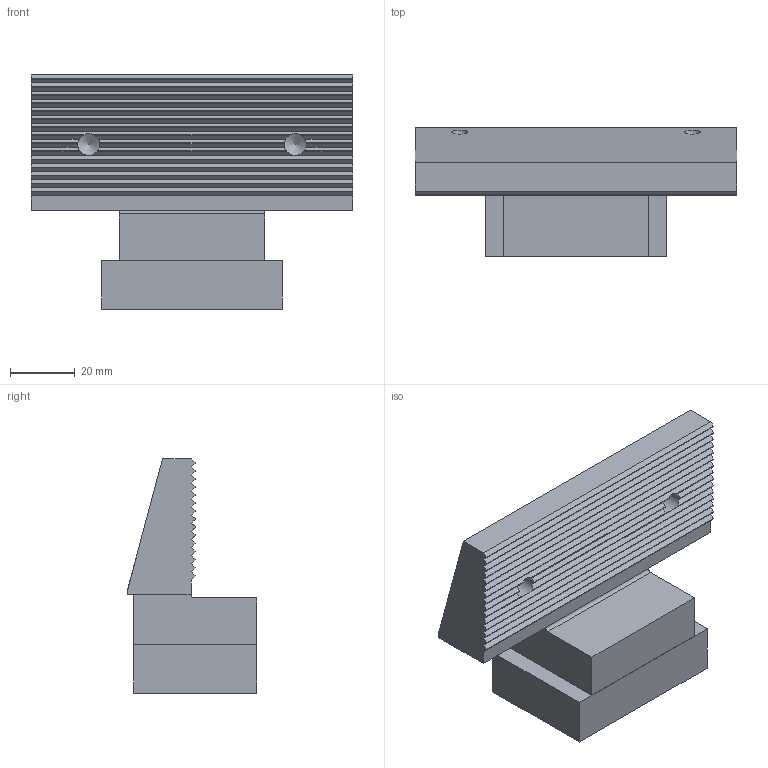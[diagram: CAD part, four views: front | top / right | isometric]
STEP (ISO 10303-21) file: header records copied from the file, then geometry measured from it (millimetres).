
FILE_DESCRIPTION( ( 'Unknown' ), '1' );
FILE_NAME( 'SVF-ABG04-100.stp', 'Unknown', ( 'Unknown' ), ( 'Unknown' ), 'PSStep 17.0.49', 'Unknown', ' ' );
FILE_SCHEMA( ( 'AUTOMOTIVE_DESIGN { 1 0 10303 214 1 1 1 1 }' ) );
Length unit declared in the file: millimetre
Products named in the file (4): Assem1; 1-SVF-ABG04-100-1; 1-SVF-AB04-100-2; 4-01-CAPA-M6L15
Assembly tree (5 placements, depth 2):
  Assem1
    1-SVF-ABG04-100-1
    1-SVF-AB04-100-2
    4-01-CAPA-M6L15  x3
Bounding box: 99.6 x 40 x 72.6 mm (x, y, z)
Volume: 118105.5 mm3; surface area: 30272.3 mm2
Topology: 5 solids, 5 shells, 318 faces, 722 edges, 421 vertices
Faces by surface type: plane 114, cylinder 101, cone 100, torus 3
Full cylindrical faces by diameter (mm): 5 x47, 6 x42, 6.5 x3, 6.8 x2, 10 x3, 11 x3
Entity records: 6164 total; most frequent: DIRECTION 830, CARTESIAN_POINT 789, ORIENTED_EDGE 686, EDGE_CURVE 343, AXIS2_PLACEMENT_3D 305, EDGE_LOOP 266, VERTEX_POINT 264, LINE 220
